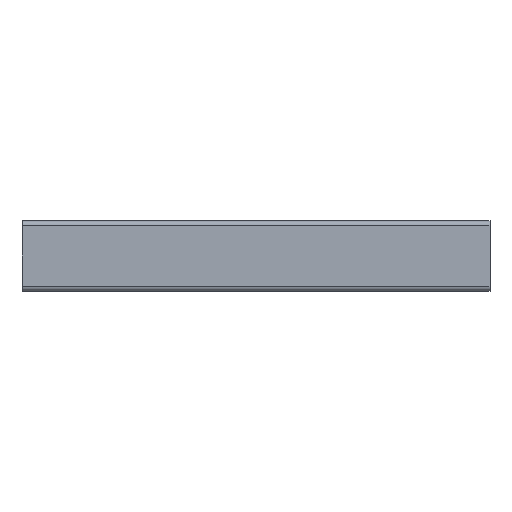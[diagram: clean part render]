
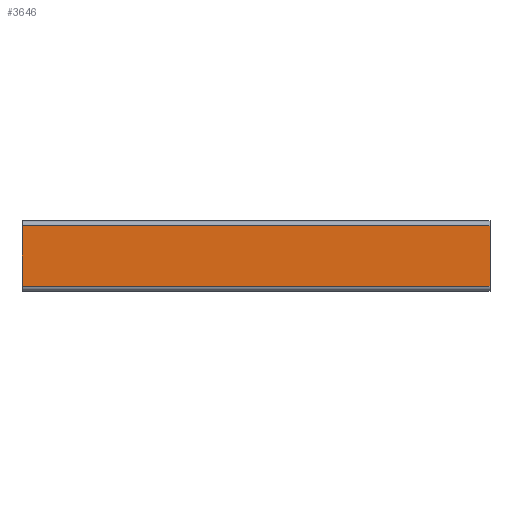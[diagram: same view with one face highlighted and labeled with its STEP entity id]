
A CAD part, left-side view. The second image highlights one B-rep face of the part: STEP entity #3646.
In plain terms, the highlighted planar face has unit normal (-1, 0, 0).
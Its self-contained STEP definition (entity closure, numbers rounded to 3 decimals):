
#60 = VECTOR ( 'NONE', #882, 1000. ) ;
#220 = DIRECTION ( 'NONE',  ( 0., 0., 1. ) ) ;
#609 = VECTOR ( 'NONE', #1154, 1000. ) ;
#622 = AXIS2_PLACEMENT_3D ( 'NONE', #1492, #3825, #4195 ) ;
#631 = EDGE_CURVE ( 'NONE', #1779, #1282, #1424, .T. ) ;
#633 = ORIENTED_EDGE ( 'NONE', *, *, #2223, .T. ) ;
#813 = CARTESIAN_POINT ( 'NONE',  ( -15., 0., 13. ) ) ;
#882 = DIRECTION ( 'NONE',  ( 0., 1., 0. ) ) ;
#966 = ORIENTED_EDGE ( 'NONE', *, *, #1976, .F. ) ;
#972 = EDGE_LOOP ( 'NONE', ( #2208, #633, #4257, #966 ) ) ;
#1130 = DIRECTION ( 'NONE',  ( 0., 0., 1. ) ) ;
#1154 = DIRECTION ( 'NONE',  ( 0., 1., 0. ) ) ;
#1282 = VERTEX_POINT ( 'NONE', #813 ) ;
#1298 = CARTESIAN_POINT ( 'NONE',  ( -15., 200., 0. ) ) ;
#1424 = LINE ( 'NONE', #4979, #3094 ) ;
#1492 = CARTESIAN_POINT ( 'NONE',  ( -15., 0., -13. ) ) ;
#1637 = LINE ( 'NONE', #4193, #609 ) ;
#1779 = VERTEX_POINT ( 'NONE', #2525 ) ;
#1976 = EDGE_CURVE ( 'NONE', #1779, #3019, #1637, .T. ) ;
#2208 = ORIENTED_EDGE ( 'NONE', *, *, #631, .T. ) ;
#2223 = EDGE_CURVE ( 'NONE', #1282, #2300, #3142, .T. ) ;
#2300 = VERTEX_POINT ( 'NONE', #3279 ) ;
#2383 = PLANE ( 'NONE',  #622 ) ;
#2439 = CARTESIAN_POINT ( 'NONE',  ( -15., 0., 13. ) ) ;
#2525 = CARTESIAN_POINT ( 'NONE',  ( -15., 0., -13. ) ) ;
#2828 = VECTOR ( 'NONE', #220, 1000. ) ;
#3019 = VERTEX_POINT ( 'NONE', #3025 ) ;
#3025 = CARTESIAN_POINT ( 'NONE',  ( -15., 200., -13. ) ) ;
#3094 = VECTOR ( 'NONE', #1130, 1000. ) ;
#3118 = LINE ( 'NONE', #1298, #2828 ) ;
#3142 = LINE ( 'NONE', #2439, #60 ) ;
#3279 = CARTESIAN_POINT ( 'NONE',  ( -15., 200., 13. ) ) ;
#3646 = ADVANCED_FACE ( 'NONE', ( #4944 ), #2383, .T. ) ;
#3825 = DIRECTION ( 'NONE',  ( -1., 0., 0. ) ) ;
#3844 = EDGE_CURVE ( 'NONE', #3019, #2300, #3118, .T. ) ;
#4193 = CARTESIAN_POINT ( 'NONE',  ( -15., 0., -13. ) ) ;
#4195 = DIRECTION ( 'NONE',  ( 0., 0., 1. ) ) ;
#4257 = ORIENTED_EDGE ( 'NONE', *, *, #3844, .F. ) ;
#4944 = FACE_OUTER_BOUND ( 'NONE', #972, .T. ) ;
#4979 = CARTESIAN_POINT ( 'NONE',  ( -15., 0., -13. ) ) ;
